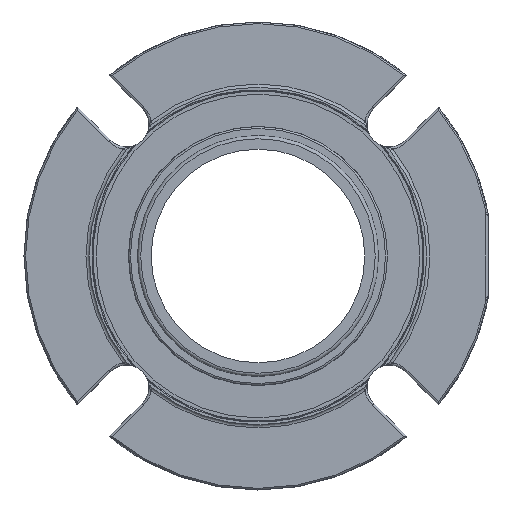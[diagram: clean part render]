
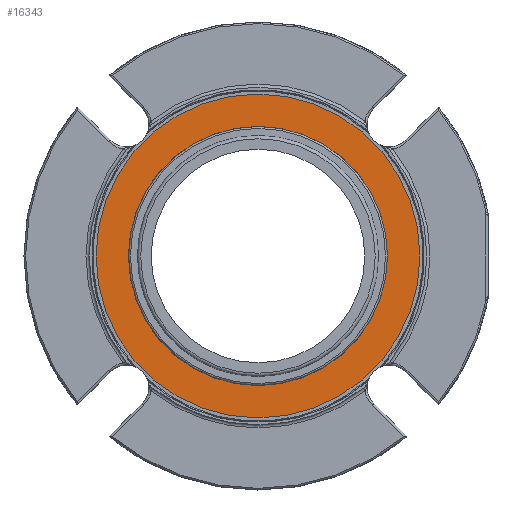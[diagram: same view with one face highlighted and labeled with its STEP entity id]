
A CAD part, left-side view. The second image highlights one B-rep face of the part: STEP entity #16343.
In plain terms, the highlighted planar face has unit normal (-1, 0, 0).
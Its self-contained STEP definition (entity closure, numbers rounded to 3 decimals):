
#2133=PLANE('',#17565);
#5586=ORIENTED_EDGE('',*,*,#7326,.T.);
#5587=ORIENTED_EDGE('',*,*,#7325,.T.);
#7325=EDGE_CURVE('',#8428,#8428,#9055,.F.);
#7326=EDGE_CURVE('',#8429,#8429,#9056,.T.);
#8428=VERTEX_POINT('',#29671);
#8429=VERTEX_POINT('',#29674);
#9055=CIRCLE('',#17564,59.69);
#9056=CIRCLE('',#17566,74.613);
#9829=EDGE_LOOP('',(#5586));
#9830=EDGE_LOOP('',(#5587));
#10611=FACE_BOUND('',#9829,.T.);
#10612=FACE_BOUND('',#9830,.T.);
#16343=ADVANCED_FACE('',(#10611,#10612),#2133,.T.);
#17564=AXIS2_PLACEMENT_3D('',#29670,#20496,#20497);
#17565=AXIS2_PLACEMENT_3D('',#29672,#20498,#20499);
#17566=AXIS2_PLACEMENT_3D('',#29673,#20500,#20501);
#20496=DIRECTION('',(-1.,0.,0.));
#20497=DIRECTION('',(0.,-1.,0.));
#20498=DIRECTION('',(-1.,0.,0.));
#20499=DIRECTION('',(0.,0.,-1.));
#20500=DIRECTION('',(-1.,0.,0.));
#20501=DIRECTION('',(0.,0.,-1.));
#29670=CARTESIAN_POINT('',(-0.483,0.,0.));
#29671=CARTESIAN_POINT('',(-0.483,-59.69,0.));
#29672=CARTESIAN_POINT('',(-0.483,0.,-61.913));
#29673=CARTESIAN_POINT('',(-0.483,0.,0.));
#29674=CARTESIAN_POINT('',(-0.483,0.,-74.613));
